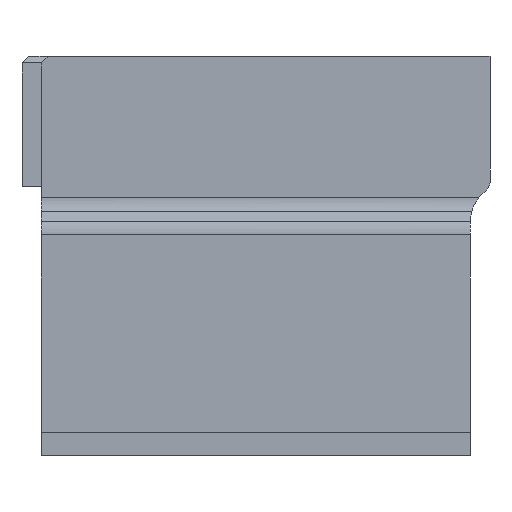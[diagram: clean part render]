
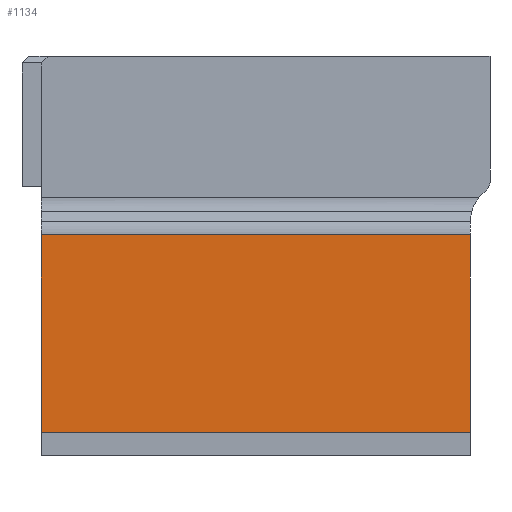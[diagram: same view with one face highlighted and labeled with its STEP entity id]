
A CAD part, front view. The second image highlights one B-rep face of the part: STEP entity #1134.
In plain terms, the highlighted planar face has unit normal (0, -1, 0).
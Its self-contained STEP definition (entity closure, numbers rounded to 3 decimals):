
#429 = PLANE ( 'NONE',  #10078 ) ;
#430 = CARTESIAN_POINT ( 'NONE',  ( 11.06, -2.85, 1.2 ) ) ;
#431 = DIRECTION ( 'NONE',  ( 0., -1., 0. ) ) ;
#432 = DIRECTION ( 'NONE',  ( 0., 0., -1. ) ) ;
#1134 = ADVANCED_FACE ( 'NONE', ( #10077 ), #429, .T. ) ;
#2048 = EDGE_CURVE ( 'NONE', #6195, #6194, #15927, .T. ) ;
#2051 = EDGE_CURVE ( 'NONE', #6194, #6196, #15936, .T. ) ;
#2052 = EDGE_CURVE ( 'NONE', #6196, #4335, #15939, .T. ) ;
#2054 = EDGE_CURVE ( 'NONE', #4335, #6195, #15945, .T. ) ;
#4335 = VERTEX_POINT ( 'NONE', #7938 ) ;
#6194 = VERTEX_POINT ( 'NONE', #9351 ) ;
#6195 = VERTEX_POINT ( 'NONE', #9352 ) ;
#6196 = VERTEX_POINT ( 'NONE', #9353 ) ;
#7938 = CARTESIAN_POINT ( 'NONE',  ( 11.06, -2.85, 11.39 ) ) ;
#9351 = CARTESIAN_POINT ( 'NONE',  ( -11.06, -2.85, 1.2 ) ) ;
#9352 = CARTESIAN_POINT ( 'NONE',  ( -11.06, -2.85, 11.39 ) ) ;
#9353 = CARTESIAN_POINT ( 'NONE',  ( 11.06, -2.85, 1.2 ) ) ;
#10077 = FACE_OUTER_BOUND ( 'NONE', #17533, .T. ) ;
#10078 = AXIS2_PLACEMENT_3D ( 'NONE', #430, #431, #432 ) ;
#15927 = LINE ( 'NONE', #15928, #16419 ) ;
#15928 = CARTESIAN_POINT ( 'NONE',  ( -11.06, -2.85, 1.2 ) ) ;
#15929 = DIRECTION ( 'NONE',  ( 0., 0., -1. ) ) ;
#15936 = LINE ( 'NONE', #15937, #16421 ) ;
#15937 = CARTESIAN_POINT ( 'NONE',  ( 11.06, -2.85, 1.2 ) ) ;
#15938 = DIRECTION ( 'NONE',  ( 1., 0., 0. ) ) ;
#15939 = LINE ( 'NONE', #15940, #16423 ) ;
#15940 = CARTESIAN_POINT ( 'NONE',  ( 11.06, -2.85, 1.2 ) ) ;
#15941 = DIRECTION ( 'NONE',  ( 0., 0., 1. ) ) ;
#15945 = LINE ( 'NONE', #15946, #16424 ) ;
#15946 = CARTESIAN_POINT ( 'NONE',  ( 11.06, -2.85, 11.39 ) ) ;
#15947 = DIRECTION ( 'NONE',  ( -1., 0., 0. ) ) ;
#16419 = VECTOR ( 'NONE', #15929, 1000. ) ;
#16421 = VECTOR ( 'NONE', #15938, 1000. ) ;
#16423 = VECTOR ( 'NONE', #15941, 1000. ) ;
#16424 = VECTOR ( 'NONE', #15947, 1000. ) ;
#17533 = EDGE_LOOP ( 'NONE', ( #18094, #18095, #18096, #18093 ) ) ;
#18093 = ORIENTED_EDGE ( 'NONE', *, *, #2051, .T. ) ;
#18094 = ORIENTED_EDGE ( 'NONE', *, *, #2052, .T. ) ;
#18095 = ORIENTED_EDGE ( 'NONE', *, *, #2054, .T. ) ;
#18096 = ORIENTED_EDGE ( 'NONE', *, *, #2048, .T. ) ;
